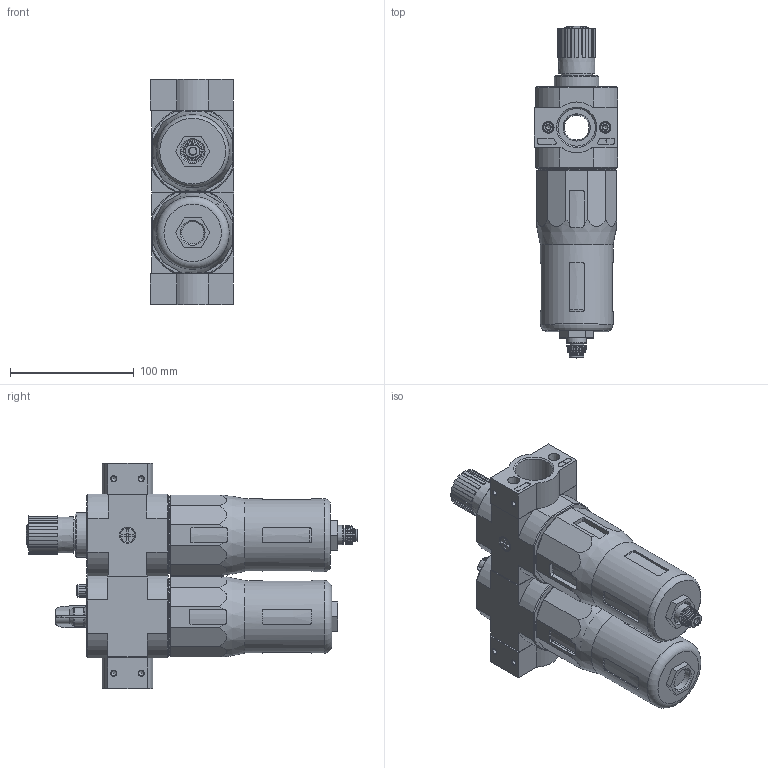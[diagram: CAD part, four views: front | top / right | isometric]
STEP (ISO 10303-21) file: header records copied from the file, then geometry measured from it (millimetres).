
FILE_DESCRIPTION(/* description */ ('STEP AP214'),/* implementation_level */ '2;1');
FILE_NAME(/* name */ '162753_FRC-1-D-O-MAXI-A',/* time_stamp */ '2024-08-28T17:19:56+02:00',/* author */ ('License CC BY-ND 4.0'),/* organization */ ('CADENAS'),/* preprocessor_version */ 'ST-DEVELOPER v19.3',/* originating_system */ 'PARTsolutions',/* authorisation */ ' ');
FILE_SCHEMA (('AUTOMOTIVE_DESIGN {1 0 10303 214 3 1 1}'));
Length unit declared in the file: millimetre
Products named in the file (10): 162753 FRC-1-D-O-MAXI-A; 380313 PBL-1-D-MAXI-L---(1) p1; DIN-912 - M5x20(F); 380315 PBL-1-D-MAXI-R---(0) p1; 124086 LFR-D-MAXI-A--(0); 125696 LR/LFR-D-MAXI; 373846 LR-MIDI; 526489 MS4-LFR-V; 396443 LOE-D-MAXI; 234370 FRB-D-MAXI
Assembly tree (13 placements, depth 2):
  162753 FRC-1-D-O-MAXI-A
    380313 PBL-1-D-MAXI-L---(1) p1
    DIN-912 - M5x20(F)  x4
    380315 PBL-1-D-MAXI-R---(0) p1
    124086 LFR-D-MAXI-A--(0)
    125696 LR/LFR-D-MAXI
    373846 LR-MIDI
    526489 MS4-LFR-V
    396443 LOE-D-MAXI
    234370 FRB-D-MAXI  x2
Bounding box: 67.1 x 268.22 x 182 mm (x, y, z)
Volume: 1341161.2 mm3; surface area: 201868 mm2
Topology: 13 solids, 14 shells, 968 faces, 2461 edges, 1570 vertices
Faces by surface type: plane 498, cylinder 238, cone 159, torus 68, sphere 5
Full cylindrical faces by diameter (mm): 2 x1, 3.2 x1, 3.6 x1, 3.7 x2, 3.8 x1, 4.134 x10, 4.2 x1, 5 x6, 6 x1, 6.3 x1, 7 x2, 8.5 x4, 9.5 x1, 9.6 x1, 10 x1, 11 x1, 11.2 x1, 11.4 x1, 11.445 x2, 11.6 x1, 11.8 x1, 13.157 x2, 15.8 x1, 18 x2, 22 x3, 23 x1, 24.9 x1, 26.9 x1, 30 x4, 30.291 x2
Entity records: 31332 total; most frequent: CARTESIAN_POINT 5753, DIRECTION 4220, ORIENTED_EDGE 4124, EDGE_CURVE 2062, AXIS2_PLACEMENT_3D 1639, VERTEX_POINT 1442, FACE_BOUND 1170, EDGE_LOOP 1160
